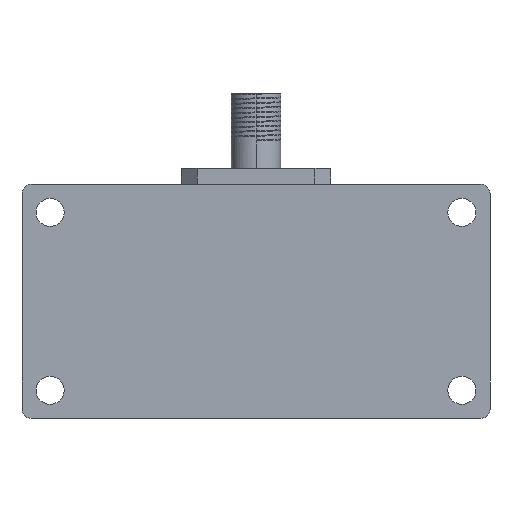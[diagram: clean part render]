
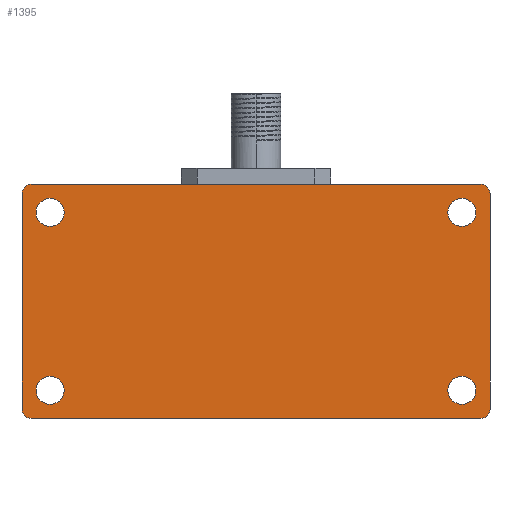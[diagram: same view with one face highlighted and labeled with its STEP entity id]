
A CAD part, front view. The second image highlights one B-rep face of the part: STEP entity #1395.
In plain terms, the highlighted planar face has unit normal (0, -1, 0).
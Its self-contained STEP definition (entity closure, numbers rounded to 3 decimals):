
#1=CARTESIAN_POINT('',(-22.,0.,-9.5));
#2=DIRECTION('',(0.,-1.,0.));
#3=DIRECTION('',(1.,0.,0.));
#4=AXIS2_PLACEMENT_3D('',#1,#2,#3);
#6=CARTESIAN_POINT('',(-22.,0.,-9.5));
#7=DIRECTION('',(0.,-1.,0.));
#8=DIRECTION('',(-1.,0.,0.));
#9=AXIS2_PLACEMENT_3D('',#6,#7,#8);
#11=CARTESIAN_POINT('',(-22.,0.,9.5));
#12=DIRECTION('',(0.,-1.,0.));
#13=DIRECTION('',(1.,0.,0.));
#14=AXIS2_PLACEMENT_3D('',#11,#12,#13);
#16=CARTESIAN_POINT('',(-22.,0.,9.5));
#17=DIRECTION('',(0.,-1.,0.));
#18=DIRECTION('',(-1.,0.,0.));
#19=AXIS2_PLACEMENT_3D('',#16,#17,#18);
#21=CARTESIAN_POINT('',(22.,0.,-9.5));
#22=DIRECTION('',(0.,-1.,0.));
#23=DIRECTION('',(1.,0.,0.));
#24=AXIS2_PLACEMENT_3D('',#21,#22,#23);
#26=CARTESIAN_POINT('',(22.,0.,-9.5));
#27=DIRECTION('',(0.,-1.,0.));
#28=DIRECTION('',(-1.,0.,0.));
#29=AXIS2_PLACEMENT_3D('',#26,#27,#28);
#31=CARTESIAN_POINT('',(22.,0.,9.5));
#32=DIRECTION('',(0.,-1.,0.));
#33=DIRECTION('',(1.,0.,0.));
#34=AXIS2_PLACEMENT_3D('',#31,#32,#33);
#36=CARTESIAN_POINT('',(22.,0.,9.5));
#37=DIRECTION('',(0.,-1.,0.));
#38=DIRECTION('',(-1.,0.,0.));
#39=AXIS2_PLACEMENT_3D('',#36,#37,#38);
#41=CARTESIAN_POINT('',(-24.,0.,11.5));
#42=DIRECTION('',(0.,-1.,0.));
#43=DIRECTION('',(0.,0.,1.));
#44=AXIS2_PLACEMENT_3D('',#41,#42,#43);
#46=DIRECTION('',(1.,0.,0.));
#47=VECTOR('',#46,48.);
#48=CARTESIAN_POINT('',(-24.,0.,12.5));
#49=LINE('',#48,#47);
#50=CARTESIAN_POINT('',(24.,0.,11.5));
#51=DIRECTION('',(0.,-1.,0.));
#52=DIRECTION('',(1.,0.,0.));
#53=AXIS2_PLACEMENT_3D('',#50,#51,#52);
#55=DIRECTION('',(0.,0.,-1.));
#56=VECTOR('',#55,23.);
#57=CARTESIAN_POINT('',(25.,0.,11.5));
#58=LINE('',#57,#56);
#59=CARTESIAN_POINT('',(24.,0.,-11.5));
#60=DIRECTION('',(0.,-1.,0.));
#61=DIRECTION('',(0.,0.,-1.));
#62=AXIS2_PLACEMENT_3D('',#59,#60,#61);
#64=DIRECTION('',(-1.,0.,0.));
#65=VECTOR('',#64,48.);
#66=CARTESIAN_POINT('',(24.,0.,-12.5));
#67=LINE('',#66,#65);
#68=CARTESIAN_POINT('',(-24.,0.,-11.5));
#69=DIRECTION('',(0.,-1.,0.));
#70=DIRECTION('',(-1.,0.,0.));
#71=AXIS2_PLACEMENT_3D('',#68,#69,#70);
#73=DIRECTION('',(0.,0.,1.));
#74=VECTOR('',#73,23.);
#75=CARTESIAN_POINT('',(-25.,0.,-11.5));
#76=LINE('',#75,#74);
#1042=CARTESIAN_POINT('',(-20.5,0.,-9.5));
#1043=CARTESIAN_POINT('',(-23.5,0.,-9.5));
#1044=VERTEX_POINT('',#1042);
#1045=VERTEX_POINT('',#1043);
#1046=CARTESIAN_POINT('',(-20.5,0.,9.5));
#1047=CARTESIAN_POINT('',(-23.5,0.,9.5));
#1048=VERTEX_POINT('',#1046);
#1049=VERTEX_POINT('',#1047);
#1050=CARTESIAN_POINT('',(23.5,0.,-9.5));
#1051=CARTESIAN_POINT('',(20.5,0.,-9.5));
#1052=VERTEX_POINT('',#1050);
#1053=VERTEX_POINT('',#1051);
#1054=CARTESIAN_POINT('',(23.5,0.,9.5));
#1055=CARTESIAN_POINT('',(20.5,0.,9.5));
#1056=VERTEX_POINT('',#1054);
#1057=VERTEX_POINT('',#1055);
#1132=CARTESIAN_POINT('',(-24.,0.,12.5));
#1133=CARTESIAN_POINT('',(-25.,0.,11.5));
#1134=VERTEX_POINT('',#1132);
#1135=VERTEX_POINT('',#1133);
#1140=CARTESIAN_POINT('',(-25.,0.,-11.5));
#1141=CARTESIAN_POINT('',(-24.,0.,-12.5));
#1142=VERTEX_POINT('',#1140);
#1143=VERTEX_POINT('',#1141);
#1148=CARTESIAN_POINT('',(25.,0.,11.5));
#1149=CARTESIAN_POINT('',(24.,0.,12.5));
#1150=VERTEX_POINT('',#1148);
#1151=VERTEX_POINT('',#1149);
#1156=CARTESIAN_POINT('',(24.,0.,-12.5));
#1157=CARTESIAN_POINT('',(25.,0.,-11.5));
#1158=VERTEX_POINT('',#1156);
#1159=VERTEX_POINT('',#1157);
#1348=CARTESIAN_POINT('',(0.,0.,0.));
#1349=DIRECTION('',(0.,1.,0.));
#1350=DIRECTION('',(1.,0.,0.));
#1351=AXIS2_PLACEMENT_3D('',#1348,#1349,#1350);
#1352=PLANE('',#1351);
#1354=ORIENTED_EDGE('',*,*,#1353,.F.);
#1356=ORIENTED_EDGE('',*,*,#1355,.T.);
#1358=ORIENTED_EDGE('',*,*,#1357,.F.);
#1360=ORIENTED_EDGE('',*,*,#1359,.T.);
#1362=ORIENTED_EDGE('',*,*,#1361,.F.);
#1364=ORIENTED_EDGE('',*,*,#1363,.T.);
#1366=ORIENTED_EDGE('',*,*,#1365,.F.);
#1368=ORIENTED_EDGE('',*,*,#1367,.T.);
#1369=EDGE_LOOP('',(#1354,#1356,#1358,#1360,#1362,#1364,#1366,#1368));
#1370=FACE_OUTER_BOUND('',#1369,.F.);
#1372=ORIENTED_EDGE('',*,*,#1371,.T.);
#1374=ORIENTED_EDGE('',*,*,#1373,.T.);
#1375=EDGE_LOOP('',(#1372,#1374));
#1376=FACE_BOUND('',#1375,.F.);
#1378=ORIENTED_EDGE('',*,*,#1377,.T.);
#1380=ORIENTED_EDGE('',*,*,#1379,.T.);
#1381=EDGE_LOOP('',(#1378,#1380));
#1382=FACE_BOUND('',#1381,.F.);
#1384=ORIENTED_EDGE('',*,*,#1383,.T.);
#1386=ORIENTED_EDGE('',*,*,#1385,.T.);
#1387=EDGE_LOOP('',(#1384,#1386));
#1388=FACE_BOUND('',#1387,.F.);
#1390=ORIENTED_EDGE('',*,*,#1389,.T.);
#1392=ORIENTED_EDGE('',*,*,#1391,.T.);
#1393=EDGE_LOOP('',(#1390,#1392));
#1394=FACE_BOUND('',#1393,.F.);
#1395=ADVANCED_FACE('',(#1370,#1376,#1382,#1388,#1394),#1352,.F.);
#5=CIRCLE('',#4,1.5);
#10=CIRCLE('',#9,1.5);
#15=CIRCLE('',#14,1.5);
#20=CIRCLE('',#19,1.5);
#25=CIRCLE('',#24,1.5);
#30=CIRCLE('',#29,1.5);
#35=CIRCLE('',#34,1.5);
#40=CIRCLE('',#39,1.5);
#45=CIRCLE('',#44,1.);
#54=CIRCLE('',#53,1.);
#63=CIRCLE('',#62,1.);
#72=CIRCLE('',#71,1.);
#1353=EDGE_CURVE('',#1134,#1135,#45,.T.);
#1355=EDGE_CURVE('',#1134,#1151,#49,.T.);
#1357=EDGE_CURVE('',#1150,#1151,#54,.T.);
#1359=EDGE_CURVE('',#1150,#1159,#58,.T.);
#1361=EDGE_CURVE('',#1158,#1159,#63,.T.);
#1363=EDGE_CURVE('',#1158,#1143,#67,.T.);
#1365=EDGE_CURVE('',#1142,#1143,#72,.T.);
#1367=EDGE_CURVE('',#1142,#1135,#76,.T.);
#1371=EDGE_CURVE('',#1044,#1045,#5,.T.);
#1373=EDGE_CURVE('',#1045,#1044,#10,.T.);
#1377=EDGE_CURVE('',#1048,#1049,#15,.T.);
#1379=EDGE_CURVE('',#1049,#1048,#20,.T.);
#1383=EDGE_CURVE('',#1052,#1053,#25,.T.);
#1385=EDGE_CURVE('',#1053,#1052,#30,.T.);
#1389=EDGE_CURVE('',#1056,#1057,#35,.T.);
#1391=EDGE_CURVE('',#1057,#1056,#40,.T.);
